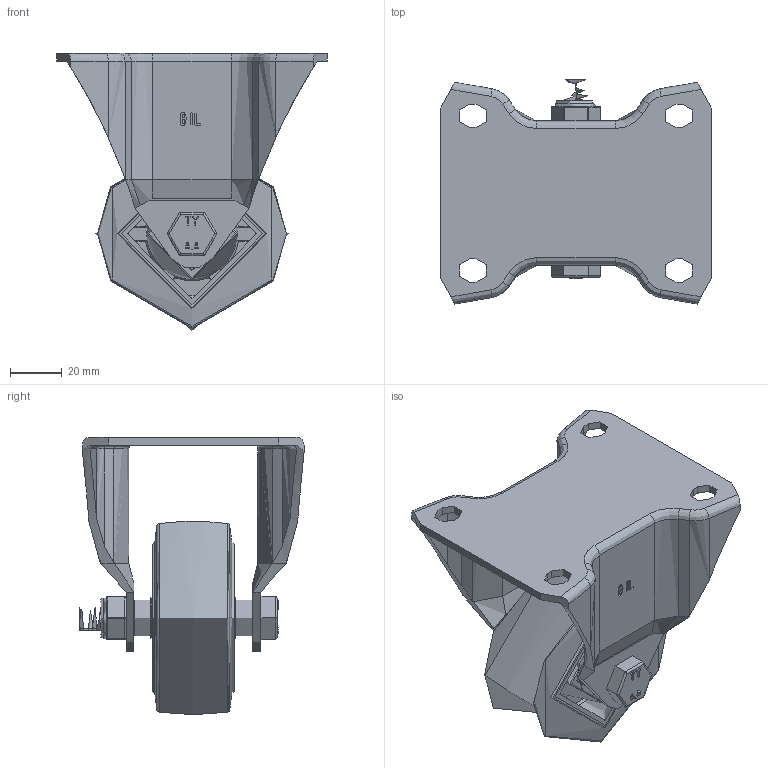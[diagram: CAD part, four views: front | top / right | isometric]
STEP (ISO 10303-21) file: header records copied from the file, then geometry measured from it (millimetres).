
FILE_DESCRIPTION(/* description */ (''),/* implementation_level */ '2;1');
FILE_NAME(/* name */ 'BZHDF75ERBJ.step',/* time_stamp */ '2025-05-07T13:14:44+01:00',/* author */ (''),/* organization */ (''),/* preprocessor_version */ 'ST-DEVELOPER v20.1',/* originating_system */ 'Autodesk Translation Framework v14.4.0.0',/* authorisation */ '');
FILE_SCHEMA (('AUTOMOTIVE_DESIGN { 1 0 10303 214 3 1 1 }'));
Products named in the file (31): BZHDF75ERBJ; BZHF80AS v1; BZHF80AS; ZINC PLATED, PRESSED STEEL BRACKET; BZM75WERBJM12 v1; 65 SHORE A ELASTIC RUBBER TYRE; ALUMINIUM RIM; BEARING6001; Pattern; BEARING6001 (1); Pattern (1); Component4; OUTER; INNER; MIDDLE; RUBBER; BEARING SPACER; TH12X2X10 v1; ZINC PLATED HEADED SPACER; TH12X2X10 v1 (1); ZINC PLATED HEADED SPACER (1); WM10X16X6 v1; ZINC PLATED WASHER; WM10X16X6 v1 (1); ZINC PLATED WASHER (1); HEXBOLTM10X70Z8.8 v2; GRADE 8.8 THREADED ZINC PLATED BOLT; NYLOCM10Z v1; NYLOC NUT; RUBBER (1); NUT
Assembly tree (51 placements, depth 5):
  BZHDF75ERBJ
    BZHF80AS v1
      BZHF80AS
      ZINC PLATED, PRESSED STEEL BRACKET
    BZM75WERBJM12 v1
      65 SHORE A ELASTIC RUBBER TYRE
      ALUMINIUM RIM
      BEARING6001
        OUTER
        INNER
        Pattern
          Component4  x8
        MIDDLE
        RUBBER  x2
      BEARING6001 (1)
        Pattern (1)
          Component4  x8
        OUTER
        INNER
        MIDDLE
        RUBBER  x2
      BEARING SPACER
    TH12X2X10 v1
      ZINC PLATED HEADED SPACER
    TH12X2X10 v1 (1)
      ZINC PLATED HEADED SPACER (1)
    WM10X16X6 v1
      ZINC PLATED WASHER
    WM10X16X6 v1 (1)
      ZINC PLATED WASHER (1)
    HEXBOLTM10X70Z8.8 v2
      GRADE 8.8 THREADED ZINC PLATED BOLT
    NYLOCM10Z v1
      NYLOC NUT
        RUBBER (1)
        NUT
Bounding box: 105 x 87 x 107.5 mm (x, y, z)
Volume: 151547.8 mm3; surface area: 91022.4 mm2
Topology: 37 solids, 37 shells, 963 faces, 2292 edges, 1365 vertices
Faces by surface type: cylinder 287, plane 262, sphere 172, bspline 131, torus 73, cone 38
Full cylindrical faces by diameter (mm): 8.141 x18, 9.85 x19, 10 x3, 10.2 x4, 10.4 x2, 11.9 x2, 12 x5, 15 x2, 15.5 x2, 16 x5, 17 x8, 17.5 x4, 18 x4, 24.72 x8, 25.5 x2, 26 x1, 28 x4, 35 x2, 55 x2
Entity records: 44608 total; most frequent: CARTESIAN_POINT 26328, ORIENTED_EDGE 3690, DIRECTION 3641, EDGE_CURVE 1845, AXIS2_PLACEMENT_3D 1472, VERTEX_POINT 1115, EDGE_LOOP 828, FACE_OUTER_BOUND 768
